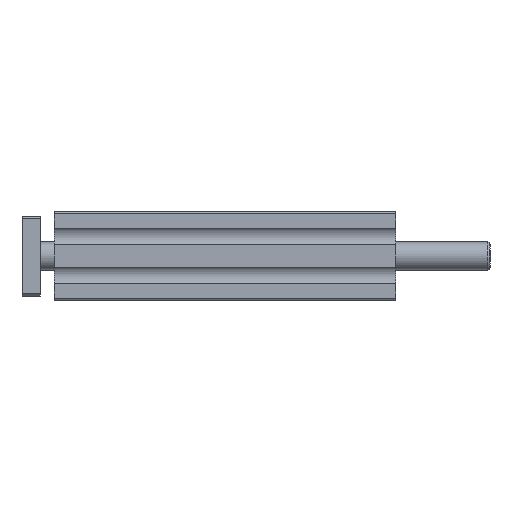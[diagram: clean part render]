
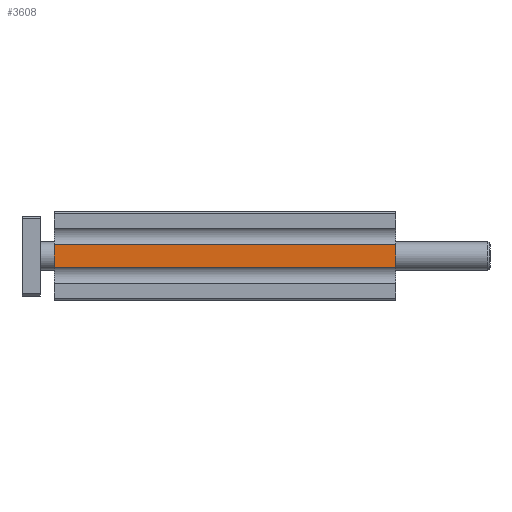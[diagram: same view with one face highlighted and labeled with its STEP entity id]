
A CAD part, front view. The second image highlights one B-rep face of the part: STEP entity #3608.
In plain terms, the highlighted planar face has unit normal (0, -1, 0).
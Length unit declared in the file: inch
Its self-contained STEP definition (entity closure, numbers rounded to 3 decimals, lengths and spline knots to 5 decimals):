
#1121 = DIRECTION ( 'NONE',  ( -1., 0., 0. ) ) ;
#1293 = DIRECTION ( 'NONE',  ( 0., 1., 0. ) ) ;
#1370 = AXIS2_PLACEMENT_3D ( 'NONE', #6710, #1293, #5647 ) ;
#1762 = LINE ( 'NONE', #6185, #5874 ) ;
#1910 = DIRECTION ( 'NONE',  ( 0., 0., -1. ) ) ;
#2212 = EDGE_CURVE ( 'NONE', #14012, #9706, #12654, .T. ) ;
#2309 = EDGE_CURVE ( 'NONE', #9706, #4625, #7341, .T. ) ;
#2364 = PLANE ( 'NONE',  #1370 ) ;
#2662 = VECTOR ( 'NONE', #1121, 39.37008 ) ;
#3234 = ORIENTED_EDGE ( 'NONE', *, *, #2212, .T. ) ;
#3468 = LINE ( 'NONE', #10017, #2662 ) ;
#3608 = ADVANCED_FACE ( 'NONE', ( #12104 ), #2364, .F. ) ;
#4143 = ORIENTED_EDGE ( 'NONE', *, *, #10398, .F. ) ;
#4153 = CARTESIAN_POINT ( 'NONE',  ( 0., -3.18898, -0.38815 ) ) ;
#4155 = ORIENTED_EDGE ( 'NONE', *, *, #2309, .T. ) ;
#4625 = VERTEX_POINT ( 'NONE', #4153 ) ;
#4879 = VERTEX_POINT ( 'NONE', #10402 ) ;
#5647 = DIRECTION ( 'NONE',  ( 1., 0., 0. ) ) ;
#5874 = VECTOR ( 'NONE', #10516, 39.37008 ) ;
#6174 = CARTESIAN_POINT ( 'NONE',  ( 0., -3.18898, 0.38815 ) ) ;
#6185 = CARTESIAN_POINT ( 'NONE',  ( 11.77165, -3.18898, 0.38815 ) ) ;
#6194 = CARTESIAN_POINT ( 'NONE',  ( 11.77165, -3.18898, 0.38815 ) ) ;
#6710 = CARTESIAN_POINT ( 'NONE',  ( 11.77165, -3.18898, 0.38815 ) ) ;
#7341 = LINE ( 'NONE', #11663, #10389 ) ;
#8462 = EDGE_CURVE ( 'NONE', #4879, #4625, #3468, .T. ) ;
#9070 = ORIENTED_EDGE ( 'NONE', *, *, #8462, .F. ) ;
#9183 = DIRECTION ( 'NONE',  ( -1., 0., 0. ) ) ;
#9483 = EDGE_LOOP ( 'NONE', ( #4155, #9070, #4143, #3234 ) ) ;
#9674 = VECTOR ( 'NONE', #9183, 39.37008 ) ;
#9706 = VERTEX_POINT ( 'NONE', #6174 ) ;
#10017 = CARTESIAN_POINT ( 'NONE',  ( 11.77165, -3.18898, -0.38815 ) ) ;
#10084 = CARTESIAN_POINT ( 'NONE',  ( 11.77165, -3.18898, 0.38815 ) ) ;
#10389 = VECTOR ( 'NONE', #1910, 39.37008 ) ;
#10398 = EDGE_CURVE ( 'NONE', #14012, #4879, #1762, .T. ) ;
#10402 = CARTESIAN_POINT ( 'NONE',  ( 11.77165, -3.18898, -0.38815 ) ) ;
#10516 = DIRECTION ( 'NONE',  ( 0., 0., -1. ) ) ;
#11663 = CARTESIAN_POINT ( 'NONE',  ( 0., -3.18898, 0.38815 ) ) ;
#12104 = FACE_OUTER_BOUND ( 'NONE', #9483, .T. ) ;
#12654 = LINE ( 'NONE', #6194, #9674 ) ;
#14012 = VERTEX_POINT ( 'NONE', #10084 ) ;
